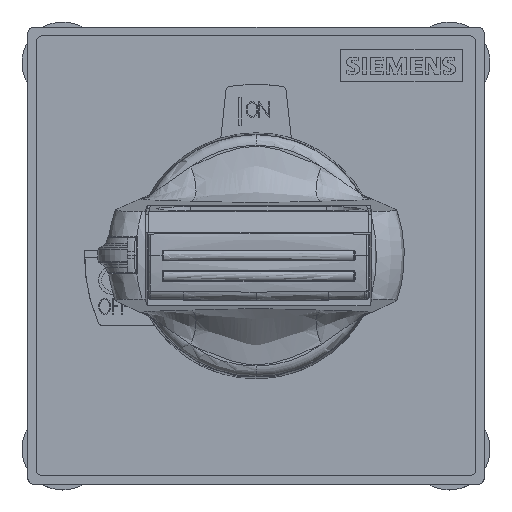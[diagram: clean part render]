
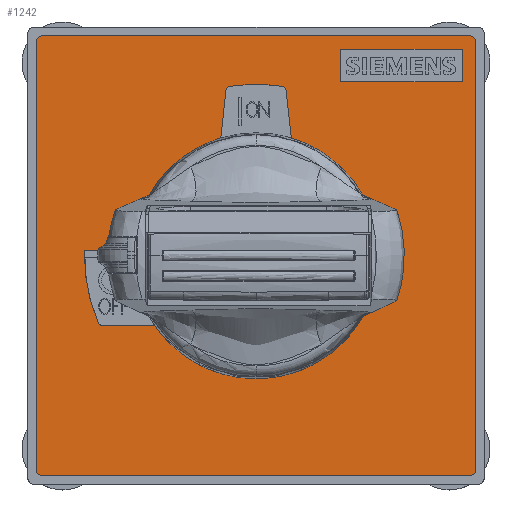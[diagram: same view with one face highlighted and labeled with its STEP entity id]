
A CAD part, top view. The second image highlights one B-rep face of the part: STEP entity #1242.
In plain terms, the highlighted planar face has unit normal (0, 0, 1).
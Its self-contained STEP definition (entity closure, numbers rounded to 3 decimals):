
#1242=ADVANCED_FACE('',(#3245,#3246,#3247),#3248,.T.);
#3245=FACE_BOUND('',#9634,.T.);
#3246=FACE_OUTER_BOUND('',#9635,.T.);
#3247=FACE_BOUND('',#9636,.T.);
#3248=PLANE('',#9637);
#4528=VERTEX_POINT('',#12483);
#4550=VERTEX_POINT('',#12545);
#9634=EDGE_LOOP('',(#17064,#17065,#17066,#17067,#17068,#17069,#17070,#17071,#17072,#17073,#17074,#17075,#17076,#17077));
#9635=EDGE_LOOP('',(#17078,#17079,#17080,#17081,#17082,#17083,#17084,#17085));
#9636=EDGE_LOOP('',(#17086,#17087,#17088,#17089));
#9637=AXIS2_PLACEMENT_3D('',#17090,#17091,#17092);
#12483=CARTESIAN_POINT('',(18.442,35.95,126.9));
#12545=CARTESIAN_POINT('',(15.993,35.95,126.9));
#17064=ORIENTED_EDGE('',*,*,#21176,.T.);
#17065=ORIENTED_EDGE('',*,*,#21150,.T.);
#17066=ORIENTED_EDGE('',*,*,#21495,.T.);
#17067=ORIENTED_EDGE('',*,*,#21497,.T.);
#17068=ORIENTED_EDGE('',*,*,#21498,.T.);
#17069=ORIENTED_EDGE('',*,*,#21499,.T.);
#17070=ORIENTED_EDGE('',*,*,#21157,.T.);
#17071=ORIENTED_EDGE('',*,*,#21152,.T.);
#17072=ORIENTED_EDGE('',*,*,#21180,.T.);
#17073=ORIENTED_EDGE('',*,*,#21500,.T.);
#17074=ORIENTED_EDGE('',*,*,#21501,.T.);
#17075=ORIENTED_EDGE('',*,*,#21502,.T.);
#17076=ORIENTED_EDGE('',*,*,#21503,.T.);
#17077=ORIENTED_EDGE('',*,*,#21489,.T.);
#17078=ORIENTED_EDGE('',*,*,#21504,.F.);
#17079=ORIENTED_EDGE('',*,*,#21505,.F.);
#17080=ORIENTED_EDGE('',*,*,#21506,.F.);
#17081=ORIENTED_EDGE('',*,*,#21507,.F.);
#17082=ORIENTED_EDGE('',*,*,#21508,.F.);
#17083=ORIENTED_EDGE('',*,*,#21509,.F.);
#17084=ORIENTED_EDGE('',*,*,#21510,.F.);
#17085=ORIENTED_EDGE('',*,*,#21511,.F.);
#17086=ORIENTED_EDGE('',*,*,#21512,.T.);
#17087=ORIENTED_EDGE('',*,*,#21513,.T.);
#17088=ORIENTED_EDGE('',*,*,#21514,.T.);
#17089=ORIENTED_EDGE('',*,*,#21515,.T.);
#17090=CARTESIAN_POINT('',(33.292,33.3,126.9));
#17091=DIRECTION('',(0.0,0.0,1.0));
#17092=DIRECTION('',(1.0,0.0,0.0));
#21150=EDGE_CURVE('',#22853,#22857,#22859,.T.);
#21152=EDGE_CURVE('',#4528,#4550,#22861,.T.);
#21157=EDGE_CURVE('',#22866,#4528,#22867,.T.);
#21176=EDGE_CURVE('',#22896,#22853,#22897,.T.);
#21180=EDGE_CURVE('',#4550,#22902,#22904,.T.);
#21489=EDGE_CURVE('',#23320,#22896,#23321,.T.);
#21495=EDGE_CURVE('',#22857,#23328,#23330,.T.);
#21497=EDGE_CURVE('',#23328,#23332,#23333,.T.);
#21498=EDGE_CURVE('',#23332,#23334,#23335,.T.);
#21499=EDGE_CURVE('',#23334,#22866,#23336,.T.);
#21500=EDGE_CURVE('',#22902,#23337,#23338,.T.);
#21501=EDGE_CURVE('',#23337,#23339,#23340,.T.);
#21502=EDGE_CURVE('',#23339,#23341,#23342,.T.);
#21503=EDGE_CURVE('',#23341,#23320,#23343,.T.);
#21504=EDGE_CURVE('',#23344,#23345,#23346,.T.);
#21505=EDGE_CURVE('',#23347,#23344,#23348,.T.);
#21506=EDGE_CURVE('',#23349,#23347,#23350,.T.);
#21507=EDGE_CURVE('',#23351,#23349,#23352,.T.);
#21508=EDGE_CURVE('',#23353,#23351,#23354,.T.);
#21509=EDGE_CURVE('',#23355,#23353,#23356,.T.);
#21510=EDGE_CURVE('',#23357,#23355,#23358,.T.);
#21511=EDGE_CURVE('',#23345,#23357,#23359,.T.);
#21512=EDGE_CURVE('',#23360,#23361,#23362,.T.);
#21513=EDGE_CURVE('',#23361,#23363,#23364,.T.);
#21514=EDGE_CURVE('',#23363,#23365,#23366,.T.);
#21515=EDGE_CURVE('',#23365,#23360,#23367,.T.);
#22853=VERTEX_POINT('',#25263);
#22857=VERTEX_POINT('',#25268);
#22859=CIRCLE('',#25271,17.5);
#22861=LINE('',#25273,#25274);
#22866=VERTEX_POINT('',#25282);
#22867=LINE('',#25283,#25284);
#22896=VERTEX_POINT('',#25320);
#22897=CIRCLE('',#25321,17.5);
#22902=VERTEX_POINT('',#25327);
#22904=CIRCLE('',#25330,17.5);
#23320=VERTEX_POINT('',#27232);
#23321=LINE('',#27233,#27234);
#23328=VERTEX_POINT('',#27244);
#23330=LINE('',#27247,#27248);
#23332=VERTEX_POINT('',#27250);
#23333=CIRCLE('',#27251,0.6);
#23334=VERTEX_POINT('',#27252);
#23335=CIRCLE('',#27253,24.4);
#23336=LINE('',#27254,#27255);
#23337=VERTEX_POINT('',#27256);
#23338=LINE('',#27257,#27258);
#23339=VERTEX_POINT('',#27259);
#23340=CIRCLE('',#27260,0.6);
#23341=VERTEX_POINT('',#27261);
#23342=CIRCLE('',#27262,24.4);
#23343=CIRCLE('',#27263,0.6);
#23344=VERTEX_POINT('',#27264);
#23345=VERTEX_POINT('',#27265);
#23346=LINE('',#27266,#27267);
#23347=VERTEX_POINT('',#27268);
#23348=CIRCLE('',#27269,0.9);
#23349=VERTEX_POINT('',#27270);
#23350=LINE('',#27271,#27272);
#23351=VERTEX_POINT('',#27273);
#23352=CIRCLE('',#27274,0.9);
#23353=VERTEX_POINT('',#27275);
#23354=LINE('',#27276,#27277);
#23355=VERTEX_POINT('',#27278);
#23356=CIRCLE('',#27279,0.9);
#23357=VERTEX_POINT('',#27280);
#23358=LINE('',#27281,#27282);
#23359=CIRCLE('',#27283,0.9);
#23360=VERTEX_POINT('',#27284);
#23361=VERTEX_POINT('',#27285);
#23362=LINE('',#27286,#27287);
#23363=VERTEX_POINT('',#27288);
#23364=LINE('',#27289,#27290);
#23365=VERTEX_POINT('',#27291);
#23366=LINE('',#27292,#27293);
#23367=LINE('',#27294,#27295);
#25263=CARTESIAN_POINT('',(50.591,35.95,126.9));
#25268=CARTESIAN_POINT('',(18.859,23.403,126.9));
#25271=AXIS2_PLACEMENT_3D('',#29737,#29738,#29739);
#25273=CARTESIAN_POINT('',(33.292,35.95,126.9));
#25274=VECTOR('',#29740,1.0);
#25282=CARTESIAN_POINT('',(18.442,34.103,126.9));
#25283=CARTESIAN_POINT('',(18.442,33.3,126.9));
#25284=VECTOR('',#29744,1.0);
#25320=CARTESIAN_POINT('',(38.31,50.065,126.9));
#25321=AXIS2_PLACEMENT_3D('',#29767,#29768,#29769);
#25327=CARTESIAN_POINT('',(28.294,50.071,126.9));
#25330=AXIS2_PLACEMENT_3D('',#29775,#29776,#29777);
#27232=CARTESIAN_POINT('',(37.575,56.877,126.9));
#27233=CARTESIAN_POINT('',(39.087,42.869,126.9));
#27234=VECTOR('',#29848,1.0);
#27244=CARTESIAN_POINT('',(11.383,23.403,126.9));
#27247=CARTESIAN_POINT('',(25.234,23.403,126.9));
#27248=VECTOR('',#29853,1.0);
#27250=CARTESIAN_POINT('',(10.831,23.768,126.9));
#27251=AXIS2_PLACEMENT_3D('',#29854,#29855,#29856);
#27252=CARTESIAN_POINT('',(8.905,34.103,126.9));
#27253=AXIS2_PLACEMENT_3D('',#29857,#29858,#29859);
#27254=CARTESIAN_POINT('',(23.626,34.103,126.9));
#27255=VECTOR('',#29860,1.0);
#27256=CARTESIAN_POINT('',(29.007,56.875,126.9));
#27257=CARTESIAN_POINT('',(27.554,43.011,126.9));
#27258=VECTOR('',#29861,1.0);
#27259=CARTESIAN_POINT('',(29.51,57.405,126.9));
#27260=AXIS2_PLACEMENT_3D('',#29862,#29863,#29864);
#27261=CARTESIAN_POINT('',(37.071,57.406,126.9));
#27262=AXIS2_PLACEMENT_3D('',#29865,#29866,#29867);
#27263=AXIS2_PLACEMENT_3D('',#29868,#29869,#29870);
#27264=CARTESIAN_POINT('',(1.992,2.9,126.9));
#27265=CARTESIAN_POINT('',(1.992,63.7,126.9));
#27266=CARTESIAN_POINT('',(1.992,63.7,126.9));
#27267=VECTOR('',#29871,1.0);
#27268=CARTESIAN_POINT('',(2.892,2.0,126.9));
#27269=AXIS2_PLACEMENT_3D('',#29872,#29873,#29874);
#27270=CARTESIAN_POINT('',(63.692,2.0,126.9));
#27271=CARTESIAN_POINT('',(2.892,2.0,126.9));
#27272=VECTOR('',#29875,1.0);
#27273=CARTESIAN_POINT('',(64.592,2.9,126.9));
#27274=AXIS2_PLACEMENT_3D('',#29876,#29877,#29878);
#27275=CARTESIAN_POINT('',(64.592,63.7,126.9));
#27276=CARTESIAN_POINT('',(64.592,2.9,126.9));
#27277=VECTOR('',#29879,1.0);
#27278=CARTESIAN_POINT('',(63.692,64.6,126.9));
#27279=AXIS2_PLACEMENT_3D('',#29880,#29881,#29882);
#27280=CARTESIAN_POINT('',(2.892,64.6,126.9));
#27281=CARTESIAN_POINT('',(63.692,64.6,126.9));
#27282=VECTOR('',#29883,1.0);
#27283=AXIS2_PLACEMENT_3D('',#29884,#29885,#29886);
#27284=CARTESIAN_POINT('',(62.642,58.042,126.9));
#27285=CARTESIAN_POINT('',(45.342,58.042,126.9));
#27286=CARTESIAN_POINT('',(43.642,58.042,126.9));
#27287=VECTOR('',#29887,1.0);
#27288=CARTESIAN_POINT('',(45.342,62.7,126.9));
#27289=CARTESIAN_POINT('',(45.342,46.836,126.9));
#27290=VECTOR('',#29888,1.0);
#27291=CARTESIAN_POINT('',(62.642,62.7,126.9));
#27292=CARTESIAN_POINT('',(43.642,62.7,126.9));
#27293=VECTOR('',#29889,1.0);
#27294=CARTESIAN_POINT('',(62.642,46.836,126.9));
#27295=VECTOR('',#29890,1.0);
#29737=CARTESIAN_POINT('',(33.292,33.3,126.9));
#29738=DIRECTION('',(-0.0,0.0,-1.0));
#29739=DIRECTION('',(-0.988,-0.151,0.0));
#29740=DIRECTION('',(-1.0,0.0,0.0));
#29744=DIRECTION('',(0.0,1.0,-0.0));
#29767=CARTESIAN_POINT('',(33.292,33.3,126.9));
#29768=DIRECTION('',(-0.0,0.0,-1.0));
#29769=DIRECTION('',(-0.988,-0.151,0.0));
#29775=CARTESIAN_POINT('',(33.292,33.3,126.9));
#29776=DIRECTION('',(-0.0,0.0,-1.0));
#29777=DIRECTION('',(-0.988,-0.151,0.0));
#29848=DIRECTION('',(0.107,-0.994,0.0));
#29853=DIRECTION('',(-1.0,0.0,0.0));
#29854=CARTESIAN_POINT('',(11.383,24.003,126.9));
#29855=DIRECTION('',(-0.0,0.0,-1.0));
#29856=DIRECTION('',(-0.921,-0.391,0.0));
#29857=CARTESIAN_POINT('',(33.292,33.3,126.9));
#29858=DIRECTION('',(-0.0,0.0,-1.0));
#29859=DIRECTION('',(-0.999,0.033,0.0));
#29860=DIRECTION('',(1.0,0.0,0.0));
#29861=DIRECTION('',(0.104,0.995,-0.0));
#29862=CARTESIAN_POINT('',(29.603,56.812,126.9));
#29863=DIRECTION('',(-0.0,0.0,-1.0));
#29864=DIRECTION('',(-0.155,0.988,0.0));
#29865=CARTESIAN_POINT('',(33.292,33.3,126.9));
#29866=DIRECTION('',(0.0,0.0,-1.0));
#29867=DIRECTION('',(0.155,0.988,0.0));
#29868=CARTESIAN_POINT('',(36.978,56.813,126.9));
#29869=DIRECTION('',(0.0,0.0,-1.0));
#29870=DIRECTION('',(0.994,0.107,0.0));
#29871=DIRECTION('',(0.0,1.0,0.0));
#29872=CARTESIAN_POINT('',(2.892,2.9,126.9));
#29873=DIRECTION('',(-0.0,0.0,-1.0));
#29874=DIRECTION('',(-1.0,0.,0.0));
#29875=DIRECTION('',(-1.0,-0.0,-0.0));
#29876=CARTESIAN_POINT('',(63.692,2.9,126.9));
#29877=DIRECTION('',(-0.0,-0.0,-1.0));
#29878=DIRECTION('',(0.0,-1.0,0.0));
#29879=DIRECTION('',(-0.0,-1.0,-0.0));
#29880=CARTESIAN_POINT('',(63.692,63.7,126.9));
#29881=DIRECTION('',(0.0,0.0,-1.0));
#29882=DIRECTION('',(1.0,0.0,0.0));
#29883=DIRECTION('',(1.0,0.0,0.0));
#29884=CARTESIAN_POINT('',(2.892,63.7,126.9));
#29885=DIRECTION('',(0.0,0.0,-1.0));
#29886=DIRECTION('',(0.,1.0,0.0));
#29887=DIRECTION('',(-1.0,0.0,0.0));
#29888=DIRECTION('',(0.0,1.0,0.0));
#29889=DIRECTION('',(1.0,0.0,-0.0));
#29890=DIRECTION('',(0.0,-1.0,0.0));
